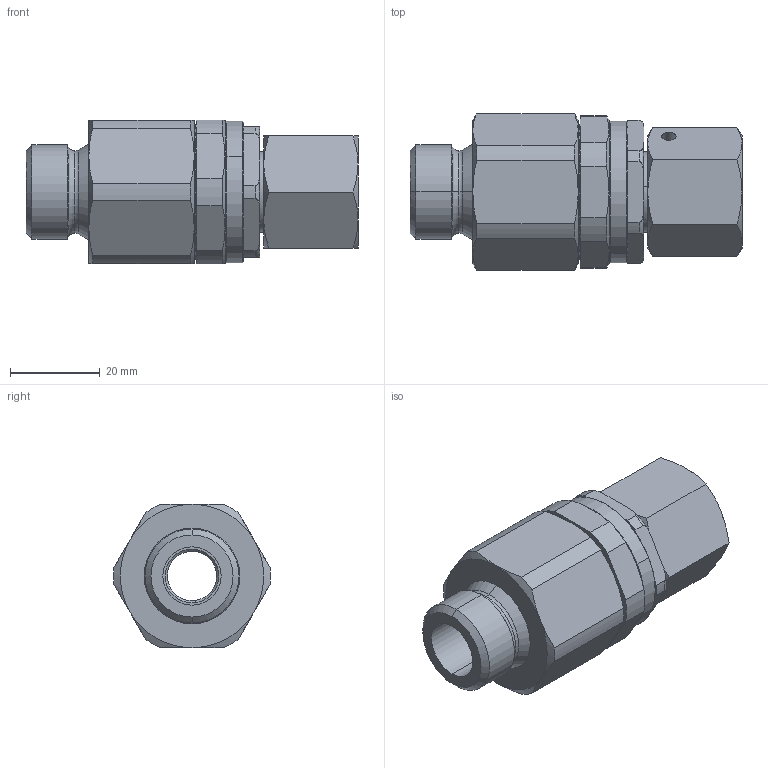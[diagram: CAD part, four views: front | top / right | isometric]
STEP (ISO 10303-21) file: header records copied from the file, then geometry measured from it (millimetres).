
FILE_DESCRIPTION (( 'STEP AP214' ), '1' );
FILE_NAME ('500 B.STEP', '2015-09-04T11:47:51', ( 'admin' ), ( 'Microsoft' ), 'SwSTEP 2.0', 'SolidWorks 2009', '' );
FILE_SCHEMA (( 'AUTOMOTIVE_DESIGN' ));
Length unit declared in the file: millimetre
Products named in the file (1): 500 B
Bounding box: 74 x 34.98 x 32 mm (x, y, z)
Volume: 38173.5 mm3; surface area: 13956.1 mm2
Topology: 1 solids, 1 shells, 170 faces, 399 edges, 242 vertices
Faces by surface type: plane 52, cone 46, cylinder 45, torus 27
Entity records: 5309 total; most frequent: CARTESIAN_POINT 1382, DIRECTION 864, ORIENTED_EDGE 798, EDGE_CURVE 399, AXIS2_PLACEMENT_3D 374, VERTEX_POINT 242, CIRCLE 203, EDGE_LOOP 185
